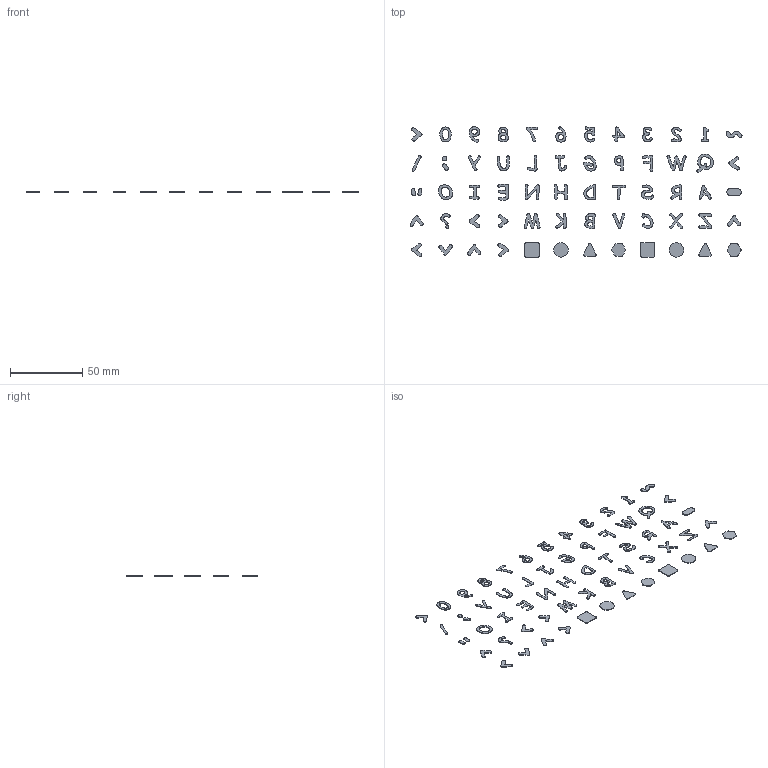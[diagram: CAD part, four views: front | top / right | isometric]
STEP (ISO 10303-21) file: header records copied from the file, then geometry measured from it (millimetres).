
FILE_DESCRIPTION(('HOOPS Exchange Step'),'2;1');
FILE_NAME('temp_export','2023-11-01T14:47:37-04:00',('jscotto'),('Shapr3D Limited'),'HOOPS Exchange 2023.2','Shapr3D','Authorized');
FILE_SCHEMA( ('AUTOMOTIVE_DESIGN { 1 0 10303 214 1 1 1 1 }') );
Length unit declared in the file: millimetre
Products named in the file (4): ?_Text; “_Text;  _Text; Text
Assembly tree (3 placements, depth 2):
  Text
    ?_Text
    “_Text
     _Text
Bounding box: 230.1 x 90.37 x 0.4 mm (x, y, z)
Volume: 1015.6 mm3; surface area: 6059.2 mm2
Topology: 63 solids, 63 shells, 835 faces, 2131 edges, 1422 vertices
Faces by surface type: bspline 601, plane 197, cylinder 37
Full cylindrical faces by diameter (mm): 10 x2
Entity records: 30855 total; most frequent: CARTESIAN_POINT 14553, ORIENTED_EDGE 4262, EDGE_CURVE 2131, DIRECTION 1483, VERTEX_POINT 1422, B_SPLINE_CURVE_WITH_KNOTS 1202, EDGE_LOOP 863, FACE_BOUND 863
